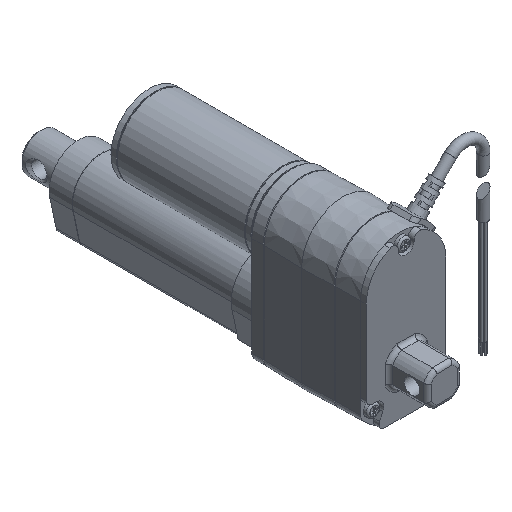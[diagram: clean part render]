
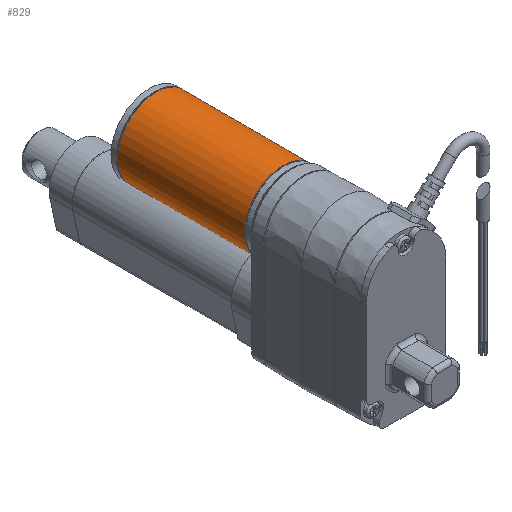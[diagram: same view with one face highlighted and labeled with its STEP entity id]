
A CAD part, isometric view. The second image highlights one B-rep face of the part: STEP entity #829.
In plain terms, the highlighted cylindrical face has radius 20 mm (diameter 40 mm), a full revolution.
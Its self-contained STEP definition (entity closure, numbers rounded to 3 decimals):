
#829 = ADVANCED_FACE( '', ( #1779, #1780 ), #1781, .T. );
#1779 = FACE_OUTER_BOUND( '', #2863, .T. );
#1780 = FACE_OUTER_BOUND( '', #2864, .T. );
#1781 = CYLINDRICAL_SURFACE( '', #2865, 20. );
#2863 = EDGE_LOOP( '', ( #4989 ) );
#2864 = EDGE_LOOP( '', ( #4990 ) );
#2865 = AXIS2_PLACEMENT_3D( '', #4991, #4992, #4993 );
#4989 = ORIENTED_EDGE( '', *, *, #6850, .T. );
#4990 = ORIENTED_EDGE( '', *, *, #6851, .F. );
#4991 = CARTESIAN_POINT( '', ( 0., 142.7, 37. ) );
#4992 = DIRECTION( '', ( 0., 1., 0. ) );
#4993 = DIRECTION( '', ( 0., 0., -1. ) );
#6850 = EDGE_CURVE( '', #8362, #8362, #8363, .T. );
#6851 = EDGE_CURVE( '', #8364, #8364, #8365, .T. );
#8362 = VERTEX_POINT( '', #10733 );
#8363 = CIRCLE( '', #10734, 20. );
#8364 = VERTEX_POINT( '', #10735 );
#8365 = CIRCLE( '', #10736, 20. );
#10733 = CARTESIAN_POINT( '', ( 0., 142.7, 17. ) );
#10734 = AXIS2_PLACEMENT_3D( '', #12158, #12159, #12160 );
#10735 = CARTESIAN_POINT( '', ( 0., 76.3, 17. ) );
#10736 = AXIS2_PLACEMENT_3D( '', #12161, #12162, #12163 );
#12158 = CARTESIAN_POINT( '', ( 0., 142.7, 37. ) );
#12159 = DIRECTION( '', ( 0., -1., 0. ) );
#12160 = DIRECTION( '', ( 0., 0., -1. ) );
#12161 = CARTESIAN_POINT( '', ( 0., 76.3, 37. ) );
#12162 = DIRECTION( '', ( 0., -1., 0. ) );
#12163 = DIRECTION( '', ( 0., 0., -1. ) );
